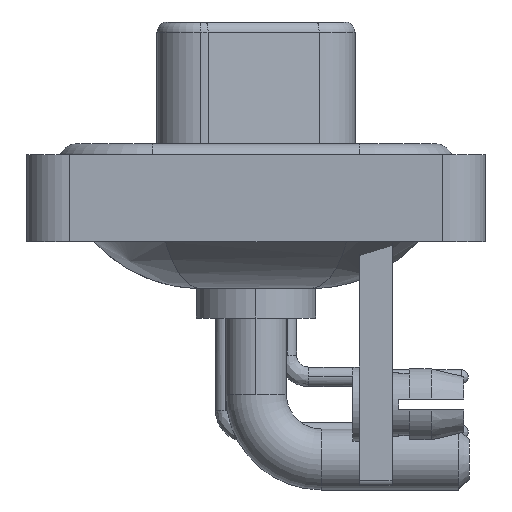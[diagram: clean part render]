
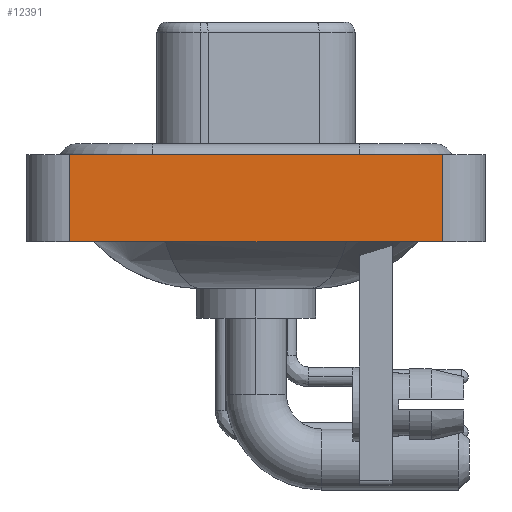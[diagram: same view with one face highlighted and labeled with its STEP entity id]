
A CAD part, left-side view. The second image highlights one B-rep face of the part: STEP entity #12391.
In plain terms, the highlighted planar face has unit normal (-1, 0, 0).
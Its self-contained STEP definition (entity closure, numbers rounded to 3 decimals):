
#870 = CARTESIAN_POINT ( 'NONE',  ( -7.3, 8.55, -3.6 ) ) ;
#1549 = CARTESIAN_POINT ( 'NONE',  ( -7.3, 8.55, 0.4 ) ) ;
#2295 = CARTESIAN_POINT ( 'NONE',  ( -7.3, -8.55, -3.6 ) ) ;
#3154 = DIRECTION ( 'NONE',  ( 0., 0., 1. ) ) ;
#3584 = LINE ( 'NONE', #10124, #19070 ) ;
#5152 = ORIENTED_EDGE ( 'NONE', *, *, #24025, .T. ) ;
#6846 = VERTEX_POINT ( 'NONE', #1549 ) ;
#7072 = DIRECTION ( 'NONE',  ( 0., -1., 0. ) ) ;
#7116 = EDGE_LOOP ( 'NONE', ( #5152, #14099, #9802, #19764 ) ) ;
#7491 = LINE ( 'NONE', #870, #12117 ) ;
#9130 = CARTESIAN_POINT ( 'NONE',  ( -7.3, -8.55, -3.6 ) ) ;
#9802 = ORIENTED_EDGE ( 'NONE', *, *, #23328, .F. ) ;
#10124 = CARTESIAN_POINT ( 'NONE',  ( -7.3, -8.55, 0.4 ) ) ;
#10211 = VERTEX_POINT ( 'NONE', #25112 ) ;
#11290 = DIRECTION ( 'NONE',  ( 0., 0., 1. ) ) ;
#11899 = DIRECTION ( 'NONE',  ( 0., -1., 0. ) ) ;
#12117 = VECTOR ( 'NONE', #3154, 1000. ) ;
#12391 = ADVANCED_FACE ( 'NONE', ( #23297 ), #17006, .T. ) ;
#13588 = AXIS2_PLACEMENT_3D ( 'NONE', #25735, #25602, #11290 ) ;
#13845 = LINE ( 'NONE', #9130, #20467 ) ;
#14099 = ORIENTED_EDGE ( 'NONE', *, *, #23015, .F. ) ;
#14353 = VERTEX_POINT ( 'NONE', #16531 ) ;
#15725 = CARTESIAN_POINT ( 'NONE',  ( -7.3, -8.55, -3.6 ) ) ;
#16531 = CARTESIAN_POINT ( 'NONE',  ( -7.3, -8.55, 0.4 ) ) ;
#16626 = EDGE_CURVE ( 'NONE', #10211, #20279, #13845, .T. ) ;
#17006 = PLANE ( 'NONE',  #13588 ) ;
#19070 = VECTOR ( 'NONE', #11899, 1000. ) ;
#19764 = ORIENTED_EDGE ( 'NONE', *, *, #16626, .T. ) ;
#20279 = VERTEX_POINT ( 'NONE', #15725 ) ;
#20467 = VECTOR ( 'NONE', #7072, 1000. ) ;
#20957 = LINE ( 'NONE', #2295, #23912 ) ;
#23015 = EDGE_CURVE ( 'NONE', #6846, #14353, #3584, .T. ) ;
#23275 = DIRECTION ( 'NONE',  ( 0., 0., 1. ) ) ;
#23297 = FACE_OUTER_BOUND ( 'NONE', #7116, .T. ) ;
#23328 = EDGE_CURVE ( 'NONE', #10211, #6846, #7491, .T. ) ;
#23912 = VECTOR ( 'NONE', #23275, 1000. ) ;
#24025 = EDGE_CURVE ( 'NONE', #20279, #14353, #20957, .T. ) ;
#25112 = CARTESIAN_POINT ( 'NONE',  ( -7.3, 8.55, -3.6 ) ) ;
#25602 = DIRECTION ( 'NONE',  ( -1., 0., 0. ) ) ;
#25735 = CARTESIAN_POINT ( 'NONE',  ( -7.3, -8.55, -3.6 ) ) ;
